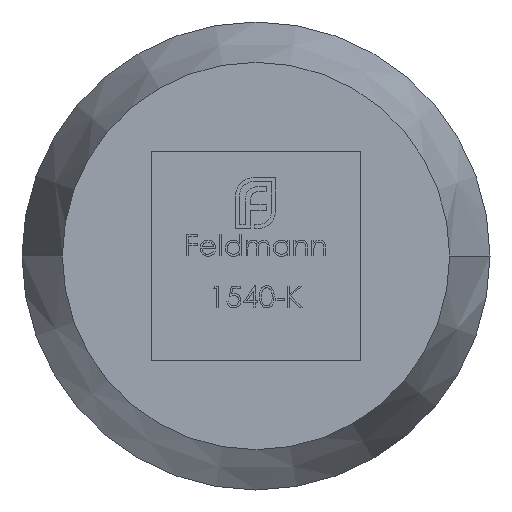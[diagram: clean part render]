
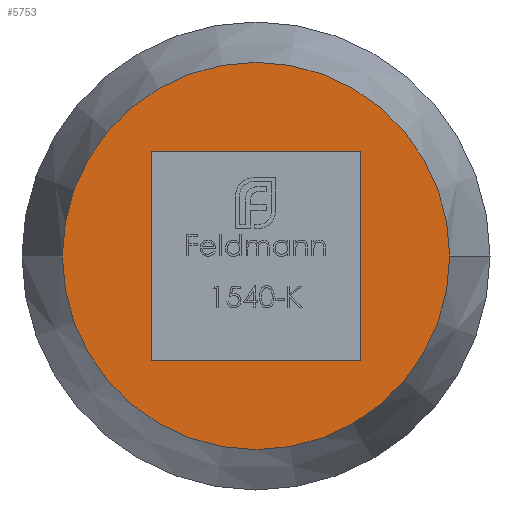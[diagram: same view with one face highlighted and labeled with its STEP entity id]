
A CAD part, front view. The second image highlights one B-rep face of the part: STEP entity #5753.
In plain terms, the highlighted planar face has unit normal (0, -1, 0).
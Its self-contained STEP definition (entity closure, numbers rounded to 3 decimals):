
#62 = VERTEX_POINT ( 'NONE', #10868 ) ;
#159 = ORIENTED_EDGE ( 'NONE', *, *, #9595, .T. ) ;
#451 = DIRECTION ( 'NONE',  ( 1., 0., 0. ) ) ;
#549 = ORIENTED_EDGE ( 'NONE', *, *, #3074, .F. ) ;
#585 = CIRCLE ( 'NONE', #8401, 12. ) ;
#707 = LINE ( 'NONE', #9958, #2751 ) ;
#793 = VERTEX_POINT ( 'NONE', #7690 ) ;
#1077 = EDGE_CURVE ( 'NONE', #793, #2243, #585, .T. ) ;
#1159 = ORIENTED_EDGE ( 'NONE', *, *, #9960, .F. ) ;
#1235 = DIRECTION ( 'NONE',  ( -1., 0., 0. ) ) ;
#1304 = DIRECTION ( 'NONE',  ( 1., 0., 0. ) ) ;
#1384 = DIRECTION ( 'NONE',  ( 0., 0., 1. ) ) ;
#1459 = EDGE_LOOP ( 'NONE', ( #1159, #6279, #7024, #549 ) ) ;
#1784 = LINE ( 'NONE', #9077, #6431 ) ;
#2243 = VERTEX_POINT ( 'NONE', #4815 ) ;
#2304 = VECTOR ( 'NONE', #11005, 1000. ) ;
#2751 = VECTOR ( 'NONE', #1384, 1000. ) ;
#3074 = EDGE_CURVE ( 'NONE', #7180, #3565, #1784, .T. ) ;
#3117 = CARTESIAN_POINT ( 'NONE',  ( -6.5, 0., 6.5 ) ) ;
#3455 = FACE_BOUND ( 'NONE', #1459, .T. ) ;
#3565 = VERTEX_POINT ( 'NONE', #6414 ) ;
#3930 = CARTESIAN_POINT ( 'NONE',  ( 6.5, 0., 6.5 ) ) ;
#3970 = CARTESIAN_POINT ( 'NONE',  ( 0., 0., 0. ) ) ;
#4031 = PLANE ( 'NONE',  #10531 ) ;
#4074 = EDGE_LOOP ( 'NONE', ( #9032, #159 ) ) ;
#4663 = LINE ( 'NONE', #10117, #2304 ) ;
#4813 = VECTOR ( 'NONE', #7495, 1000. ) ;
#4815 = CARTESIAN_POINT ( 'NONE',  ( -12., 0., 0. ) ) ;
#5685 = AXIS2_PLACEMENT_3D ( 'NONE', #10076, #9141, #1304 ) ;
#5753 = ADVANCED_FACE ( 'NONE', ( #3455, #7132 ), #4031, .T. ) ;
#5818 = DIRECTION ( 'NONE',  ( 1., 0., 0. ) ) ;
#6279 = ORIENTED_EDGE ( 'NONE', *, *, #7591, .F. ) ;
#6414 = CARTESIAN_POINT ( 'NONE',  ( -6.5, 0., 6.5 ) ) ;
#6431 = VECTOR ( 'NONE', #1235, 1000. ) ;
#6961 = CARTESIAN_POINT ( 'NONE',  ( -6.5, 0., -6.5 ) ) ;
#7024 = ORIENTED_EDGE ( 'NONE', *, *, #7574, .F. ) ;
#7132 = FACE_OUTER_BOUND ( 'NONE', #4074, .T. ) ;
#7180 = VERTEX_POINT ( 'NONE', #3930 ) ;
#7495 = DIRECTION ( 'NONE',  ( 0., 0., -1. ) ) ;
#7574 = EDGE_CURVE ( 'NONE', #3565, #7842, #8329, .T. ) ;
#7591 = EDGE_CURVE ( 'NONE', #7842, #62, #4663, .T. ) ;
#7690 = CARTESIAN_POINT ( 'NONE',  ( 12., 0., 0. ) ) ;
#7842 = VERTEX_POINT ( 'NONE', #6961 ) ;
#8085 = CIRCLE ( 'NONE', #5685, 12. ) ;
#8275 = DIRECTION ( 'NONE',  ( 0., -1., 0. ) ) ;
#8329 = LINE ( 'NONE', #3117, #4813 ) ;
#8401 = AXIS2_PLACEMENT_3D ( 'NONE', #3970, #8275, #451 ) ;
#9032 = ORIENTED_EDGE ( 'NONE', *, *, #1077, .T. ) ;
#9077 = CARTESIAN_POINT ( 'NONE',  ( -6.5, 0., 6.5 ) ) ;
#9141 = DIRECTION ( 'NONE',  ( 0., -1., 0. ) ) ;
#9268 = DIRECTION ( 'NONE',  ( 0., -1., 0. ) ) ;
#9595 = EDGE_CURVE ( 'NONE', #2243, #793, #8085, .T. ) ;
#9958 = CARTESIAN_POINT ( 'NONE',  ( 6.5, 0., 6.5 ) ) ;
#9960 = EDGE_CURVE ( 'NONE', #62, #7180, #707, .T. ) ;
#10076 = CARTESIAN_POINT ( 'NONE',  ( 0., 0., 0. ) ) ;
#10117 = CARTESIAN_POINT ( 'NONE',  ( -6.5, 0., -6.5 ) ) ;
#10531 = AXIS2_PLACEMENT_3D ( 'NONE', #11031, #9268, #5818 ) ;
#10868 = CARTESIAN_POINT ( 'NONE',  ( 6.5, 0., -6.5 ) ) ;
#11005 = DIRECTION ( 'NONE',  ( 1., 0., 0. ) ) ;
#11031 = CARTESIAN_POINT ( 'NONE',  ( 0., 0., 0. ) ) ;
